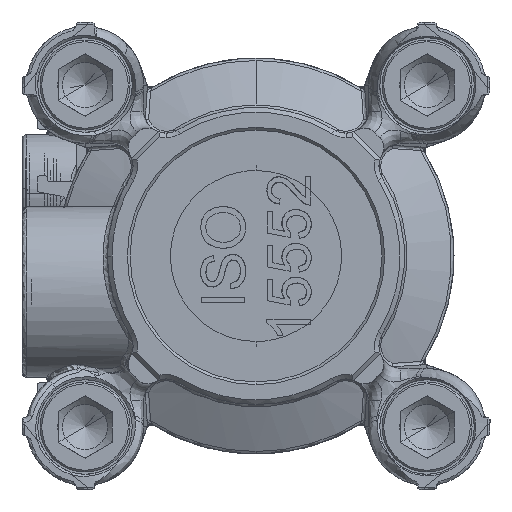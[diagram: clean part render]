
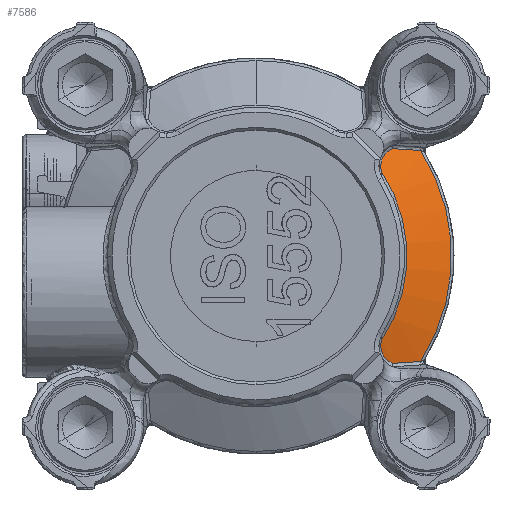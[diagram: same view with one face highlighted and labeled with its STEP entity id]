
A CAD part, front view. The second image highlights one B-rep face of the part: STEP entity #7586.
In plain terms, the highlighted conical face has half-angle 63.5 degrees and reference radius 21.723 mm.
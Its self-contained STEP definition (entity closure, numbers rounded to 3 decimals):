
#160 = VERTEX_POINT ( 'NONE', #47727 ) ;
#714 = CARTESIAN_POINT ( 'NONE',  ( 14.208, 22.879, -11.13 ) ) ;
#1717 = CARTESIAN_POINT ( 'NONE',  ( 14.443, 23.061, -11.422 ) ) ;
#2719 = CARTESIAN_POINT ( 'NONE',  ( 14.916, 23.369, -11.82 ) ) ;
#3065 = EDGE_CURVE ( 'NONE', #160, #27023, #87372, .T. ) ;
#4582 = CARTESIAN_POINT ( 'NONE',  ( 18.289, 24.711, 11.721 ) ) ;
#4892 = CARTESIAN_POINT ( 'NONE',  ( 14.769, 23.277, 11.707 ) ) ;
#7291 = CARTESIAN_POINT ( 'NONE',  ( 15.152, 23.494, 11.925 ) ) ;
#7586 = ADVANCED_FACE ( 'NONE', ( #17542 ), #62496, .T. ) ;
#8317 = CARTESIAN_POINT ( 'NONE',  ( 13.846, 22.377, -9.936 ) ) ;
#9290 = B_SPLINE_CURVE_WITH_KNOTS ( 'NONE', 3,
 ( #28246, #74448, #89726, #4892, #26729, #96844, #50627, #66846, #97347, #59251, #49609, #89219, #42495, #34858, #49103, #35865, #27231, #64848, #10481, #43487, #80602, #58751, #97847, #95843, #80098 ),
 .UNSPECIFIED., .F., .F.,
 ( 4, 2, 1, 2, 2, 2, 1, 2, 2, 2, 1, 2, 2, 4 ),
 ( 0., 0.125, 0.188, 0.219, 0.25, 0.375, 0.438, 0.469, 0.5, 0.625, 0.688, 0.719, 0.75, 1. ),
 .UNSPECIFIED. ) ;
#9660 = EDGE_CURVE ( 'NONE', #98398, #42829, #77640, .T. ) ;
#10311 = CARTESIAN_POINT ( 'NONE',  ( 14.511, 23.109, -11.491 ) ) ;
#10481 = CARTESIAN_POINT ( 'NONE',  ( 13.899, 22.534, 10.394 ) ) ;
#10672 = CARTESIAN_POINT ( 'NONE',  ( 17.193, 24.271, 11.796 ) ) ;
#11387 = ORIENTED_EDGE ( 'NONE', *, *, #63909, .T. ) ;
#14706 = DIRECTION ( 'NONE',  ( 0., 0., -1. ) ) ;
#16903 = CARTESIAN_POINT ( 'NONE',  ( 13.848, 22.348, -9.835 ) ) ;
#17542 = FACE_OUTER_BOUND ( 'NONE', #96558, .T. ) ;
#17927 = CARTESIAN_POINT ( 'NONE',  ( 14.038, 22.714, -10.81 ) ) ;
#18573 = CARTESIAN_POINT ( 'NONE',  ( 15.152, 23.494, -11.925 ) ) ;
#19404 = B_SPLINE_CURVE_WITH_KNOTS ( 'NONE', 3,
 ( #29132, #75845, #67726, #43886 ),
 .UNSPECIFIED., .F., .F.,
 ( 4, 4 ),
 ( 0., 1. ),
 .UNSPECIFIED. ) ;
#22057 = CARTESIAN_POINT ( 'NONE',  ( 18.289, 24.711, 11.721 ) ) ;
#22167 = VERTEX_POINT ( 'NONE', #7291 ) ;
#22474 = B_SPLINE_CURVE_WITH_KNOTS ( 'NONE', 3,
 ( #25529, #24541, #63668, #16903, #8317, #47914, #93166, #94660, #95159, #70287, #72280, #78404, #87528, #17927, #40305, #71277, #48935, #39311, #714, #79919, #23541, #1717, #87034, #10311, #31668, #2719, #54558 ),
 .UNSPECIFIED., .F., .F.,
 ( 4, 2, 1, 1, 2, 2, 2, 1, 1, 2, 2, 2, 1, 2, 2, 4 ),
 ( 0., 0.125, 0.187, 0.219, 0.234, 0.25, 0.375, 0.437, 0.469, 0.484, 0.5, 0.625, 0.687, 0.719, 0.75, 1. ),
 .UNSPECIFIED. ) ;
#23541 = CARTESIAN_POINT ( 'NONE',  ( 14.379, 23.014, -11.352 ) ) ;
#24039 = ORIENTED_EDGE ( 'NONE', *, *, #45752, .T. ) ;
#24541 = CARTESIAN_POINT ( 'NONE',  ( 13.882, 22.267, -9.503 ) ) ;
#25529 = CARTESIAN_POINT ( 'NONE',  ( 13.915, 22.245, -9.372 ) ) ;
#26729 = CARTESIAN_POINT ( 'NONE',  ( 14.695, 23.23, 11.652 ) ) ;
#27023 = VERTEX_POINT ( 'NONE', #65077 ) ;
#27231 = CARTESIAN_POINT ( 'NONE',  ( 13.978, 22.648, 10.672 ) ) ;
#28246 = CARTESIAN_POINT ( 'NONE',  ( 15.152, 23.494, 11.925 ) ) ;
#29132 = CARTESIAN_POINT ( 'NONE',  ( 15.152, 23.494, -11.925 ) ) ;
#30810 = DIRECTION ( 'NONE',  ( -1., 0., 0. ) ) ;
#30975 = DIRECTION ( 'NONE',  ( 0., 1., 0. ) ) ;
#31668 = CARTESIAN_POINT ( 'NONE',  ( 14.711, 23.246, -11.68 ) ) ;
#34637 = VERTEX_POINT ( 'NONE', #18573 ) ;
#34858 = CARTESIAN_POINT ( 'NONE',  ( 14.114, 22.791, 10.965 ) ) ;
#35865 = CARTESIAN_POINT ( 'NONE',  ( 14.026, 22.704, 10.792 ) ) ;
#38620 = ORIENTED_EDGE ( 'NONE', *, *, #9660, .F. ) ;
#39311 = CARTESIAN_POINT ( 'NONE',  ( 14.144, 22.821, -11.024 ) ) ;
#40305 = CARTESIAN_POINT ( 'NONE',  ( 14.059, 22.736, -10.855 ) ) ;
#41685 = CARTESIAN_POINT ( 'NONE',  ( 16.148, 23.865, 11.864 ) ) ;
#42495 = CARTESIAN_POINT ( 'NONE',  ( 14.145, 22.82, 11.019 ) ) ;
#42829 = VERTEX_POINT ( 'NONE', #48325 ) ;
#43487 = CARTESIAN_POINT ( 'NONE',  ( 13.882, 22.498, 10.3 ) ) ;
#43886 = CARTESIAN_POINT ( 'NONE',  ( 18.289, 24.711, -11.721 ) ) ;
#44147 = B_SPLINE_CURVE_WITH_KNOTS ( 'NONE', 3,
 ( #4582, #10672, #41685, #49295 ),
 .UNSPECIFIED., .F., .F.,
 ( 4, 4 ),
 ( 0., 1. ),
 .UNSPECIFIED. ) ;
#44654 = AXIS2_PLACEMENT_3D ( 'NONE', #70409, #94796, #30810 ) ;
#45157 = AXIS2_PLACEMENT_3D ( 'NONE', #85829, #30975, #14706 ) ;
#45752 = EDGE_CURVE ( 'NONE', #27023, #34637, #22474, .T. ) ;
#46901 = DIRECTION ( 'NONE',  ( 0., 1., 0. ) ) ;
#47727 = CARTESIAN_POINT ( 'NONE',  ( 13.915, 22.245, 9.372 ) ) ;
#47914 = CARTESIAN_POINT ( 'NONE',  ( 13.852, 22.414, -10.054 ) ) ;
#48325 = CARTESIAN_POINT ( 'NONE',  ( 18.289, 24.711, -11.721 ) ) ;
#48935 = CARTESIAN_POINT ( 'NONE',  ( 14.081, 22.758, -10.9 ) ) ;
#49103 = CARTESIAN_POINT ( 'NONE',  ( 14.101, 22.778, 10.939 ) ) ;
#49295 = CARTESIAN_POINT ( 'NONE',  ( 15.152, 23.494, 11.925 ) ) ;
#49609 = CARTESIAN_POINT ( 'NONE',  ( 14.244, 22.907, 11.176 ) ) ;
#50627 = CARTESIAN_POINT ( 'NONE',  ( 14.577, 23.154, 11.552 ) ) ;
#54558 = CARTESIAN_POINT ( 'NONE',  ( 15.152, 23.494, -11.925 ) ) ;
#58751 = CARTESIAN_POINT ( 'NONE',  ( 13.867, 22.465, 10.207 ) ) ;
#59251 = CARTESIAN_POINT ( 'NONE',  ( 14.355, 22.997, 11.326 ) ) ;
#59793 = AXIS2_PLACEMENT_3D ( 'NONE', #93649, #46901, #99738 ) ;
#60496 = ORIENTED_EDGE ( 'NONE', *, *, #3065, .T. ) ;
#62496 = CONICAL_SURFACE ( 'NONE', #44654, 21.723, 1.108 ) ;
#63668 = CARTESIAN_POINT ( 'NONE',  ( 13.86, 22.296, -9.635 ) ) ;
#63909 = EDGE_CURVE ( 'NONE', #34637, #42829, #19404, .T. ) ;
#64848 = CARTESIAN_POINT ( 'NONE',  ( 13.923, 22.571, 10.487 ) ) ;
#65077 = CARTESIAN_POINT ( 'NONE',  ( 13.915, 22.245, -9.372 ) ) ;
#66846 = CARTESIAN_POINT ( 'NONE',  ( 14.555, 23.139, 11.532 ) ) ;
#67726 = CARTESIAN_POINT ( 'NONE',  ( 17.193, 24.271, -11.796 ) ) ;
#70287 = CARTESIAN_POINT ( 'NONE',  ( 13.88, 22.498, -10.303 ) ) ;
#70409 = CARTESIAN_POINT ( 'NONE',  ( 0., 24.711, 0. ) ) ;
#71277 = CARTESIAN_POINT ( 'NONE',  ( 14.073, 22.751, -10.884 ) ) ;
#72280 = CARTESIAN_POINT ( 'NONE',  ( 13.906, 22.546, -10.429 ) ) ;
#74448 = CARTESIAN_POINT ( 'NONE',  ( 15.034, 23.432, 11.873 ) ) ;
#75845 = CARTESIAN_POINT ( 'NONE',  ( 16.148, 23.865, -11.864 ) ) ;
#77640 = CIRCLE ( 'NONE', #45157, 21.723 ) ;
#78404 = CARTESIAN_POINT ( 'NONE',  ( 13.962, 22.624, -10.614 ) ) ;
#79919 = CARTESIAN_POINT ( 'NONE',  ( 14.319, 22.969, -11.279 ) ) ;
#80098 = CARTESIAN_POINT ( 'NONE',  ( 13.915, 22.245, 9.372 ) ) ;
#80602 = CARTESIAN_POINT ( 'NONE',  ( 13.871, 22.475, 10.236 ) ) ;
#84313 = ORIENTED_EDGE ( 'NONE', *, *, #99776, .T. ) ;
#85829 = CARTESIAN_POINT ( 'NONE',  ( 0., 24.711, 0. ) ) ;
#87034 = CARTESIAN_POINT ( 'NONE',  ( 14.487, 23.092, -11.467 ) ) ;
#87372 = CIRCLE ( 'NONE', #59793, 16.777 ) ;
#87528 = CARTESIAN_POINT ( 'NONE',  ( 13.994, 22.665, -10.705 ) ) ;
#89219 = CARTESIAN_POINT ( 'NONE',  ( 14.192, 22.863, 11.099 ) ) ;
#89726 = CARTESIAN_POINT ( 'NONE',  ( 14.924, 23.369, 11.811 ) ) ;
#90379 = EDGE_CURVE ( 'NONE', #98398, #22167, #44147, .T. ) ;
#93166 = CARTESIAN_POINT ( 'NONE',  ( 13.857, 22.431, -10.106 ) ) ;
#93649 = CARTESIAN_POINT ( 'NONE',  ( 0., 22.245, 0. ) ) ;
#94660 = CARTESIAN_POINT ( 'NONE',  ( 13.86, 22.443, -10.14 ) ) ;
#94796 = DIRECTION ( 'NONE',  ( 0., 1., 0. ) ) ;
#95159 = CARTESIAN_POINT ( 'NONE',  ( 13.862, 22.449, -10.158 ) ) ;
#95843 = CARTESIAN_POINT ( 'NONE',  ( 13.848, 22.29, 9.634 ) ) ;
#96558 = EDGE_LOOP ( 'NONE', ( #11387, #38620, #96907, #84313, #60496, #24039 ) ) ;
#96844 = CARTESIAN_POINT ( 'NONE',  ( 14.624, 23.184, 11.592 ) ) ;
#96907 = ORIENTED_EDGE ( 'NONE', *, *, #90379, .T. ) ;
#97347 = CARTESIAN_POINT ( 'NONE',  ( 14.439, 23.059, 11.421 ) ) ;
#97847 = CARTESIAN_POINT ( 'NONE',  ( 13.83, 22.359, 9.899 ) ) ;
#98398 = VERTEX_POINT ( 'NONE', #22057 ) ;
#99738 = DIRECTION ( 'NONE',  ( 0., 0., 1. ) ) ;
#99776 = EDGE_CURVE ( 'NONE', #22167, #160, #9290, .T. ) ;
